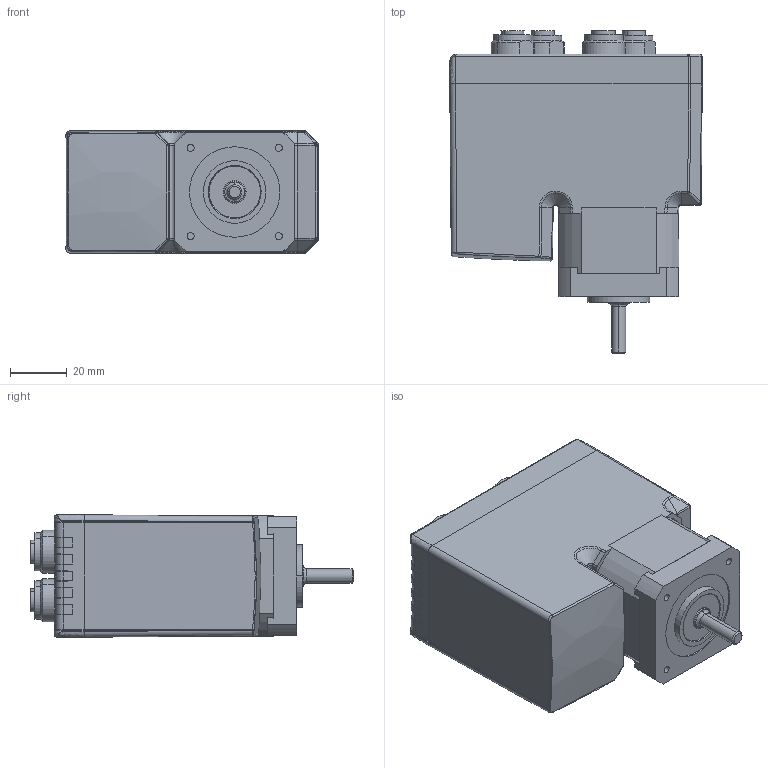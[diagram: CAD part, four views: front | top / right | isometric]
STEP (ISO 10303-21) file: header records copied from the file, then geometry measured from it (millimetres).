
FILE_DESCRIPTION (( 'STEP AP203' ), '1' );
FILE_NAME ('MIS173 M12 END Ø5.STEP', '2017-11-22T00:19:16', ( '' ), ( '' ), 'SwSTEP 2.0', 'SolidWorks 2017', '' );
FILE_SCHEMA (( 'CONFIG_CONTROL_DESIGN' ));
Length unit declared in the file: millimetre
Products named in the file (1): MIS173 M12 END Ø5
Bounding box: 88.76 x 113.5 x 43.06 mm (x, y, z)
Volume: 284667.4 mm3; surface area: 33358.2 mm2
Topology: 1 solids, 10 shells, 447 faces, 1063 edges, 644 vertices
Faces by surface type: plane 181, cylinder 150, cone 63, bspline 53
Entity records: 15218 total; most frequent: CARTESIAN_POINT 5301, ORIENTED_EDGE 2078, DIRECTION 1992, EDGE_CURVE 1039, AXIS2_PLACEMENT_3D 729, VERTEX_POINT 644, VECTOR 534, LINE 534
